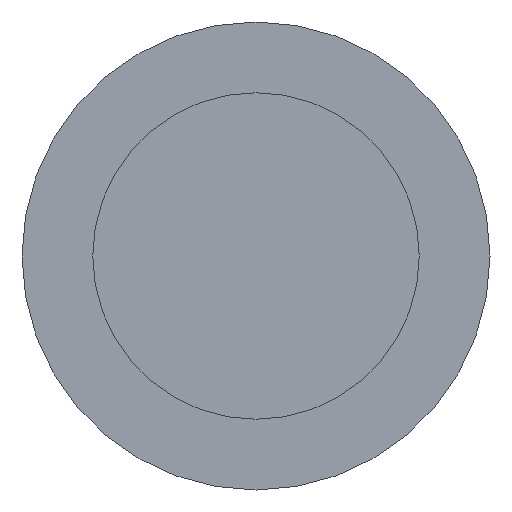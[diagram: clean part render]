
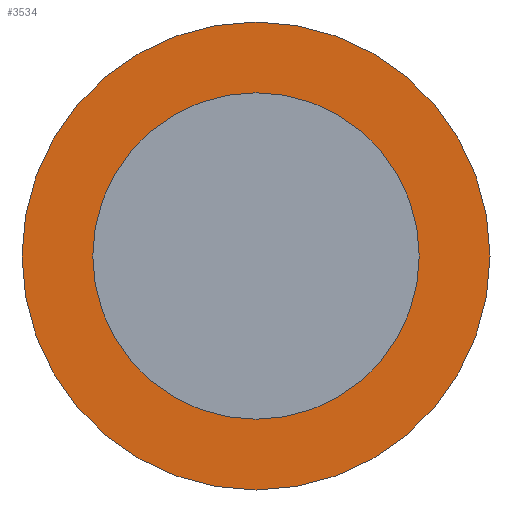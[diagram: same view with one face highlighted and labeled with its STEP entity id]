
A CAD part, front view. The second image highlights one B-rep face of the part: STEP entity #3534.
In plain terms, the highlighted planar face has unit normal (0, -1, 0).
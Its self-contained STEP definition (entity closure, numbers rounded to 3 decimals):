
#32=CARTESIAN_POINT('',(0.,-10.,0.));
#33=DIRECTION('',(0.,-1.,0.));
#34=DIRECTION('',(0.,0.,1.));
#35=AXIS2_PLACEMENT_3D('',#32,#33,#34);
#37=CARTESIAN_POINT('',(0.,-10.,0.));
#38=DIRECTION('',(0.,-1.,0.));
#39=DIRECTION('',(0.,0.,-1.));
#40=AXIS2_PLACEMENT_3D('',#37,#38,#39);
#42=CARTESIAN_POINT('',(0.,-10.,0.));
#43=DIRECTION('',(0.,-1.,0.));
#44=DIRECTION('',(0.,0.,1.));
#45=AXIS2_PLACEMENT_3D('',#42,#43,#44);
#47=CARTESIAN_POINT('',(0.,-10.,0.));
#48=DIRECTION('',(0.,-1.,0.));
#49=DIRECTION('',(0.,0.,-1.));
#50=AXIS2_PLACEMENT_3D('',#47,#48,#49);
#3229=CARTESIAN_POINT('',(0.,-10.,2.15));
#3230=CARTESIAN_POINT('',(0.,-10.,-2.15));
#3231=VERTEX_POINT('',#3229);
#3232=VERTEX_POINT('',#3230);
#3242=CARTESIAN_POINT('',(0.,-10.,1.5));
#3243=CARTESIAN_POINT('',(0.,-10.,-1.5));
#3244=VERTEX_POINT('',#3242);
#3245=VERTEX_POINT('',#3243);
#3519=CARTESIAN_POINT('',(0.,-10.,0.));
#3520=DIRECTION('',(0.,-1.,0.));
#3521=DIRECTION('',(0.,0.,1.));
#3522=AXIS2_PLACEMENT_3D('',#3519,#3520,#3521);
#3523=PLANE('',#3522);
#3524=ORIENTED_EDGE('',*,*,#3499,.F.);
#3525=ORIENTED_EDGE('',*,*,#3513,.F.);
#3526=EDGE_LOOP('',(#3524,#3525));
#3527=FACE_OUTER_BOUND('',#3526,.F.);
#3529=ORIENTED_EDGE('',*,*,#3528,.T.);
#3531=ORIENTED_EDGE('',*,*,#3530,.T.);
#3532=EDGE_LOOP('',(#3529,#3531));
#3533=FACE_BOUND('',#3532,.F.);
#3534=ADVANCED_FACE('',(#3527,#3533),#3523,.T.);
#36=CIRCLE('',#35,2.15);
#41=CIRCLE('',#40,2.15);
#46=CIRCLE('',#45,1.5);
#51=CIRCLE('',#50,1.5);
#3499=EDGE_CURVE('',#3231,#3232,#36,.T.);
#3513=EDGE_CURVE('',#3232,#3231,#41,.T.);
#3528=EDGE_CURVE('',#3244,#3245,#46,.T.);
#3530=EDGE_CURVE('',#3245,#3244,#51,.T.);
